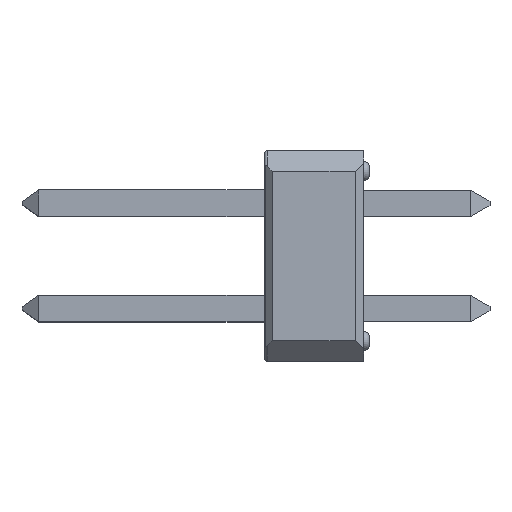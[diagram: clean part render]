
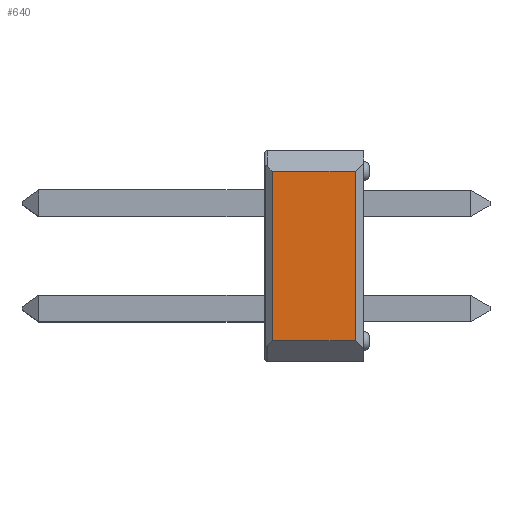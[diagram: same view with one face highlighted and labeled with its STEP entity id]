
A CAD part, left-side view. The second image highlights one B-rep face of the part: STEP entity #640.
In plain terms, the highlighted planar face has unit normal (-1, 0, 0).
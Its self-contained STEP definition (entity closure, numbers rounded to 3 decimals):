
#4 = VERTEX_POINT ( 'NONE', #1916 ) ;
#71 = DIRECTION ( 'NONE',  ( 0., 0., -1. ) ) ;
#133 = EDGE_CURVE ( 'NONE', #1252, #4, #998, .T. ) ;
#243 = EDGE_LOOP ( 'NONE', ( #1431, #309, #1565, #2204 ) ) ;
#251 = EDGE_CURVE ( 'NONE', #1077, #1764, #1885, .T. ) ;
#309 = ORIENTED_EDGE ( 'NONE', *, *, #823, .T. ) ;
#467 = CARTESIAN_POINT ( 'NONE',  ( -1.27, 0.2, 2.04 ) ) ;
#555 = VECTOR ( 'NONE', #776, 1000. ) ;
#612 = PLANE ( 'NONE',  #2100 ) ;
#640 = ADVANCED_FACE ( 'NONE', ( #728 ), #612, .F. ) ;
#728 = FACE_OUTER_BOUND ( 'NONE', #243, .T. ) ;
#776 = DIRECTION ( 'NONE',  ( 0., -1., 0. ) ) ;
#823 = EDGE_CURVE ( 'NONE', #4, #1077, #2146, .T. ) ;
#861 = VECTOR ( 'NONE', #2158, 1000. ) ;
#967 = CARTESIAN_POINT ( 'NONE',  ( -1.27, 0.2, -2.54 ) ) ;
#990 = DIRECTION ( 'NONE',  ( 0., 1., 0. ) ) ;
#998 = LINE ( 'NONE', #1821, #555 ) ;
#1077 = VERTEX_POINT ( 'NONE', #467 ) ;
#1110 = DIRECTION ( 'NONE',  ( 1., 0., 0. ) ) ;
#1146 = DIRECTION ( 'NONE',  ( 0., 0., -1. ) ) ;
#1252 = VERTEX_POINT ( 'NONE', #1398 ) ;
#1310 = CARTESIAN_POINT ( 'NONE',  ( -1.27, 2.2, 2.04 ) ) ;
#1398 = CARTESIAN_POINT ( 'NONE',  ( -1.27, 2.2, -2.04 ) ) ;
#1431 = ORIENTED_EDGE ( 'NONE', *, *, #133, .T. ) ;
#1465 = VECTOR ( 'NONE', #1146, 1000. ) ;
#1492 = CARTESIAN_POINT ( 'NONE',  ( -1.27, 2.2, -2.04 ) ) ;
#1538 = LINE ( 'NONE', #1492, #1465 ) ;
#1565 = ORIENTED_EDGE ( 'NONE', *, *, #251, .T. ) ;
#1672 = CARTESIAN_POINT ( 'NONE',  ( -1.27, 2.4, 2.04 ) ) ;
#1764 = VERTEX_POINT ( 'NONE', #1310 ) ;
#1821 = CARTESIAN_POINT ( 'NONE',  ( -1.27, 2.4, -2.04 ) ) ;
#1885 = LINE ( 'NONE', #1672, #1924 ) ;
#1916 = CARTESIAN_POINT ( 'NONE',  ( -1.27, 0.2, -2.04 ) ) ;
#1924 = VECTOR ( 'NONE', #990, 1000. ) ;
#2100 = AXIS2_PLACEMENT_3D ( 'NONE', #2129, #1110, #71 ) ;
#2129 = CARTESIAN_POINT ( 'NONE',  ( -1.27, 2.4, -2.54 ) ) ;
#2146 = LINE ( 'NONE', #967, #861 ) ;
#2158 = DIRECTION ( 'NONE',  ( 0., 0., 1. ) ) ;
#2177 = EDGE_CURVE ( 'NONE', #1764, #1252, #1538, .T. ) ;
#2204 = ORIENTED_EDGE ( 'NONE', *, *, #2177, .T. ) ;
